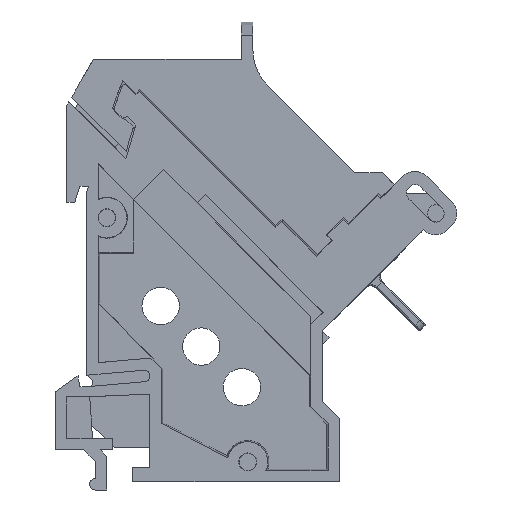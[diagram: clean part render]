
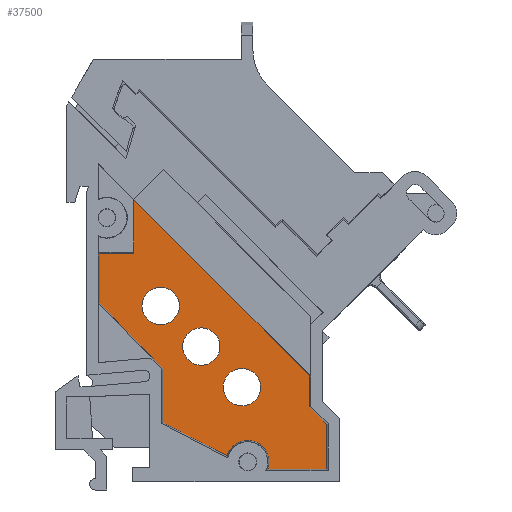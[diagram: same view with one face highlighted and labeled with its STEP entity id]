
A CAD part, left-side view. The second image highlights one B-rep face of the part: STEP entity #37500.
In plain terms, the highlighted face is planar.
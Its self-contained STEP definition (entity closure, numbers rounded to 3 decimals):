
#8370=CARTESIAN_POINT('',(-9.608,-3.358,
-1.));
#8380=VERTEX_POINT('',#8370);
#8560=CARTESIAN_POINT('',(-16.108,-3.358,
-1.));
#8570=VERTEX_POINT('',#8560);
#8600=CARTESIAN_POINT('',(-12.858,-3.358,
-1.));
#8610=DIRECTION('',(-0.,0.,1.));
#8620=DIRECTION('',(1.,0.,0.));
#8630=AXIS2_PLACEMENT_3D('',#8600,#8610,#8620);
#8640=CIRCLE('',#8630,3.25);
#8650=EDGE_CURVE('',#8570,#8380,#8640,.T.);
#9330=CARTESIAN_POINT('',(-16.679,-10.429,
-1.));
#9340=VERTEX_POINT('',#9330);
#9520=CARTESIAN_POINT('',(-23.179,-10.429,
-1.));
#9530=VERTEX_POINT('',#9520);
#9560=CARTESIAN_POINT('',(-19.929,-10.429,
-1.));
#9570=DIRECTION('',(-0.,0.,1.));
#9580=DIRECTION('',(1.,0.,0.));
#9590=AXIS2_PLACEMENT_3D('',#9560,#9570,#9580);
#9600=CIRCLE('',#9590,3.25);
#9610=EDGE_CURVE('',#9530,#9340,#9600,.T.);
#16100=CARTESIAN_POINT('',(-38.784,-15.424,
-1.));
#16110=VERTEX_POINT('',#16100);
#16160=CARTESIAN_POINT('',(2.525,25.884,
-1.));
#16170=DIRECTION('',(0.707,0.707,
0.));
#16180=VECTOR('',#16170,1.);
#16190=LINE('',#16160,#16180);
#16200=CARTESIAN_POINT('',(-8.148,15.211,
-1.));
#16210=VERTEX_POINT('',#16200);
#16220=EDGE_CURVE('',#16110,#16210,#16190,.T.);
#25410=CARTESIAN_POINT('',(-2.216,5.852,
-1.));
#25420=VERTEX_POINT('',#25410);
#25450=CARTESIAN_POINT('',(-2.216,25.884,
-1.));
#25460=DIRECTION('',(0.,-1.,0.));
#25470=VECTOR('',#25460,1.);
#25480=LINE('',#25450,#25470);
#25490=CARTESIAN_POINT('',(-2.216,-2.857,
-1.));
#25500=VERTEX_POINT('',#25490);
#25510=EDGE_CURVE('',#25420,#25500,#25480,.T.);
#27830=CARTESIAN_POINT('',(-23.75,-17.5,-1.));
#27840=VERTEX_POINT('',#27830);
#28020=CARTESIAN_POINT('',(-30.25,-17.5,-1.));
#28030=VERTEX_POINT('',#28020);
#28060=CARTESIAN_POINT('',(-27.,-17.5,-1.));
#28070=DIRECTION('',(-0.,0.,1.));
#28080=DIRECTION('',(1.,0.,0.));
#28090=AXIS2_PLACEMENT_3D('',#28060,#28070,#28080);
#28100=CIRCLE('',#28090,3.25);
#28110=EDGE_CURVE('',#28030,#27840,#28100,.T.);
#28420=CARTESIAN_POINT('',(-13.216,-14.248,
-1.));
#28430=VERTEX_POINT('',#28420);
#28460=CARTESIAN_POINT('',(-13.216,25.884,
-1.));
#28470=DIRECTION('',(0.,-1.,0.));
#28480=VECTOR('',#28470,1.);
#28490=LINE('',#28460,#28480);
#28500=CARTESIAN_POINT('',(-13.216,-23.655,
-1.));
#28510=VERTEX_POINT('',#28500);
#28520=EDGE_CURVE('',#28430,#28510,#28490,.T.);
#36580=CARTESIAN_POINT('',(-17.769,-16.954,
-1.));
#36590=DIRECTION('',(0.,0.,-1.));
#36600=DIRECTION('',(-1.,0.,-0.));
#36610=AXIS2_PLACEMENT_3D('',#36580,#36590,#36600);
#36620=PLANE('',#36610);
#36630=EDGE_CURVE('',#9340,#9530,#9600,.T.);
#36640=ORIENTED_EDGE('',*,*,#36630,.T.);
#36650=ORIENTED_EDGE('',*,*,#9610,.T.);
#36660=EDGE_LOOP('',(#36650,#36640));
#36670=FACE_BOUND('',#36660,.T.);
#36680=EDGE_CURVE('',#27840,#28030,#28100,.T.);
#36690=ORIENTED_EDGE('',*,*,#36680,.T.);
#36700=ORIENTED_EDGE('',*,*,#28110,.T.);
#36710=EDGE_LOOP('',(#36700,#36690));
#36720=FACE_BOUND('',#36710,.T.);
#36730=EDGE_CURVE('',#8380,#8570,#8640,.T.);
#36740=ORIENTED_EDGE('',*,*,#36730,.T.);
#36750=ORIENTED_EDGE('',*,*,#8650,.T.);
#36760=EDGE_LOOP('',(#36750,#36740));
#36770=FACE_BOUND('',#36760,.T.);
#36780=CARTESIAN_POINT('',(-10.411,7.454,
-1.));
#36790=DIRECTION('',(0.707,0.707,
0.));
#36800=VECTOR('',#36790,1.);
#36810=LINE('',#36780,#36800);
#36820=CARTESIAN_POINT('',(-41.784,-23.918,
-1.));
#36830=VERTEX_POINT('',#36820);
#36840=CARTESIAN_POINT('',(-38.784,-20.918,
-1.));
#36850=VERTEX_POINT('',#36840);
#36860=EDGE_CURVE('',#36830,#36850,#36810,.T.);
#36870=ORIENTED_EDGE('',*,*,#36860,.T.);
#36880=CARTESIAN_POINT('',(-41.784,25.884,
-1.));
#36890=DIRECTION('',(0.,1.,0.));
#36900=VECTOR('',#36890,1.);
#36910=LINE('',#36880,#36900);
#36920=CARTESIAN_POINT('',(-41.784,-31.784,
-1.));
#36930=VERTEX_POINT('',#36920);
#36940=EDGE_CURVE('',#36930,#36830,#36910,.T.);
#36950=ORIENTED_EDGE('',*,*,#36940,.T.);
#36960=CARTESIAN_POINT('',(-10.411,-31.784,
-1.));
#36970=DIRECTION('',(-1.,0.,-0.));
#36980=VECTOR('',#36970,1.);
#36990=LINE('',#36960,#36980);
#37000=CARTESIAN_POINT('',(-31.488,-31.784,
-1.));
#37010=VERTEX_POINT('',#37000);
#37020=EDGE_CURVE('',#37010,#36930,#36990,.T.);
#37030=ORIENTED_EDGE('',*,*,#37020,.T.);
#37040=CARTESIAN_POINT('',(-28.,-30.5,-1.));
#37050=DIRECTION('',(-0.,0.,1.));
#37060=DIRECTION('',(1.,0.,0.));
#37070=AXIS2_PLACEMENT_3D('',#37040,#37050,#37060);
#37080=CIRCLE('',#37070,3.716);
#37090=CARTESIAN_POINT('',(-24.424,-29.489,
-1.));
#37100=VERTEX_POINT('',#37090);
#37110=EDGE_CURVE('',#37100,#37010,#37080,.T.);
#37120=ORIENTED_EDGE('',*,*,#37110,.T.);
#37130=CARTESIAN_POINT('',(-10.411,-22.195,
-1.));
#37140=DIRECTION('',(-0.887,-0.462,
0.));
#37150=VECTOR('',#37140,1.);
#37160=LINE('',#37130,#37150);
#37170=EDGE_CURVE('',#28510,#37100,#37160,.T.);
#37180=ORIENTED_EDGE('',*,*,#37170,.T.);
#37190=ORIENTED_EDGE('',*,*,#28520,.T.);
#37200=CARTESIAN_POINT('',(25.539,25.884,
-1.));
#37210=DIRECTION('',(-0.695,-0.719,
0.));
#37220=VECTOR('',#37210,1.);
#37230=LINE('',#37200,#37220);
#37240=EDGE_CURVE('',#25500,#28430,#37230,.T.);
#37250=ORIENTED_EDGE('',*,*,#37240,.T.);
#37260=ORIENTED_EDGE('',*,*,#25510,.T.);
#37270=CARTESIAN_POINT('',(-10.411,5.852,
-1.));
#37280=DIRECTION('',(1.,0.,0.));
#37290=VECTOR('',#37280,1.);
#37300=LINE('',#37270,#37290);
#37310=CARTESIAN_POINT('',(-8.148,5.852,
-1.));
#37320=VERTEX_POINT('',#37310);
#37330=EDGE_CURVE('',#37320,#25420,#37300,.T.);
#37340=ORIENTED_EDGE('',*,*,#37330,.T.);
#37350=CARTESIAN_POINT('',(-8.148,25.884,
-1.));
#37360=DIRECTION('',(0.,1.,0.));
#37370=VECTOR('',#37360,1.);
#37380=LINE('',#37350,#37370);
#37390=EDGE_CURVE('',#37320,#16210,#37380,.T.);
#37400=ORIENTED_EDGE('',*,*,#37390,.F.);
#37410=ORIENTED_EDGE('',*,*,#16220,.T.);
#37420=CARTESIAN_POINT('',(-38.784,25.884,
-1.));
#37430=DIRECTION('',(0.,1.,0.));
#37440=VECTOR('',#37430,1.);
#37450=LINE('',#37420,#37440);
#37460=EDGE_CURVE('',#36850,#16110,#37450,.T.);
#37470=ORIENTED_EDGE('',*,*,#37460,.T.);
#37480=EDGE_LOOP('',(#37470,#37410,#37400,#37340,#37260,#37250,#37190,
#37180,#37120,#37030,#36950,#36870));
#37490=FACE_OUTER_BOUND('',#37480,.T.);
#37500=ADVANCED_FACE('',(#36670,#36720,#36770,#37490),#36620,.T.);
